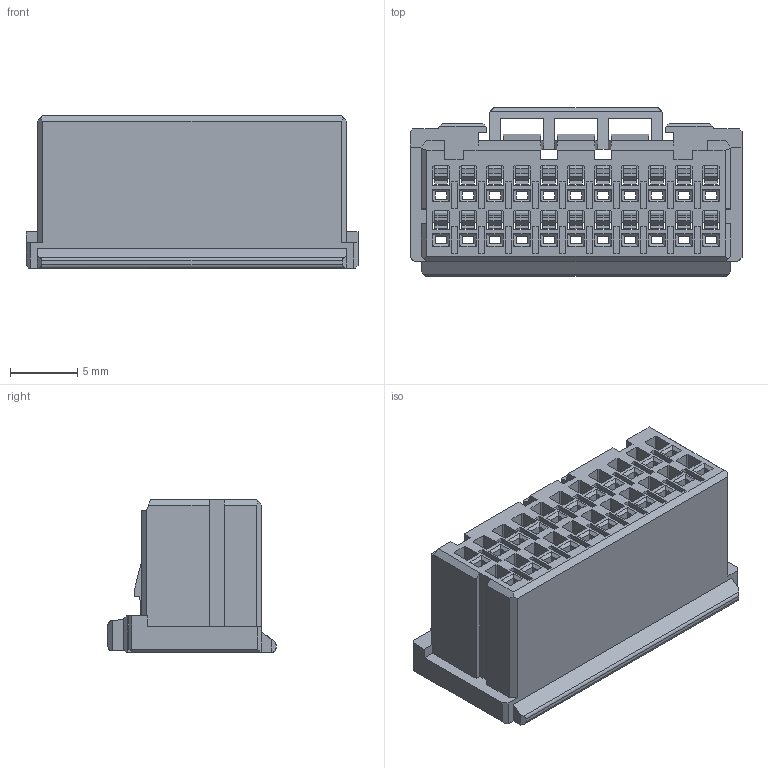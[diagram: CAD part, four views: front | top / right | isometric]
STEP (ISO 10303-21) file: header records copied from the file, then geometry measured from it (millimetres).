
FILE_DESCRIPTION( ('This file contains a STEP AP42 implementation' ,'as created by ZW3D STEP Interface translator.') ,'2;1' );
FILE_NAME( 'WD2000-2H11B001.stp' ,'2312 4.151516', (''), ('ZWCAD Software Co.'), 'Version 1.0', 'ZW3D to STEP translator', '' );
FILE_SCHEMA(('AUTOMOTIVE_DESIGN { 1 0 10303 214 1 1 1 1 }'));
Length unit declared in the file: millimetre
Products named in the file (2): 0; WD2000-2H11B001
Bounding box: 24.6 x 12.45 x 11.3 mm (x, y, z)
Volume: 1292 mm3; surface area: 4137.7 mm2
Topology: 1 solids, 1 shells, 1425 faces, 3916 edges, 2514 vertices
Faces by surface type: plane 1392, cylinder 33
Entity records: 45619 total; most frequent: CARTESIAN_POINT 7892, ORIENTED_EDGE 7832, DIRECTION 6818, EDGE_CURVE 3916, VECTOR 3850, LINE 3850, VERTEX_POINT 2514, EDGE_LOOP 1544
